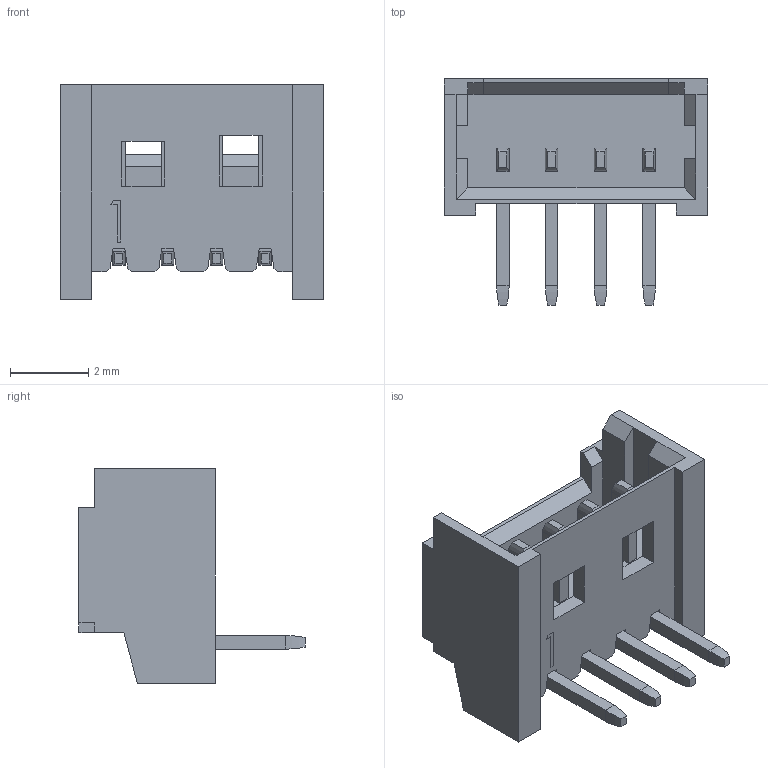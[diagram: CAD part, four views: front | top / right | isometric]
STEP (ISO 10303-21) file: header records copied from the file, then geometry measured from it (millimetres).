
FILE_DESCRIPTION (( 'STEP AP214' ), '1' );
FILE_NAME ('User Library-530480410.STEP', '2020-02-12T16:56:55', ( '' ), ( '' ), 'SwSTEP 2.0', 'SolidWorks 2019', '' );
FILE_SCHEMA (( 'AUTOMOTIVE_DESIGN' ));
Length unit declared in the file: inch
Products named in the file (1): User Library-530480410
Bounding box: 6.75 x 5.8 x 5.5 mm (x, y, z)
Volume: 54.9 mm3; surface area: 217.4 mm2
Topology: 1 solids, 1 shells, 189 faces, 508 edges, 326 vertices
Faces by surface type: plane 149, bspline 32, cylinder 8
Entity records: 7577 total; most frequent: CARTESIAN_POINT 2008, ORIENTED_EDGE 1016, DIRECTION 800, EDGE_CURVE 508, LINE 452, VECTOR 452, VERTEX_POINT 326, EDGE_LOOP 198
